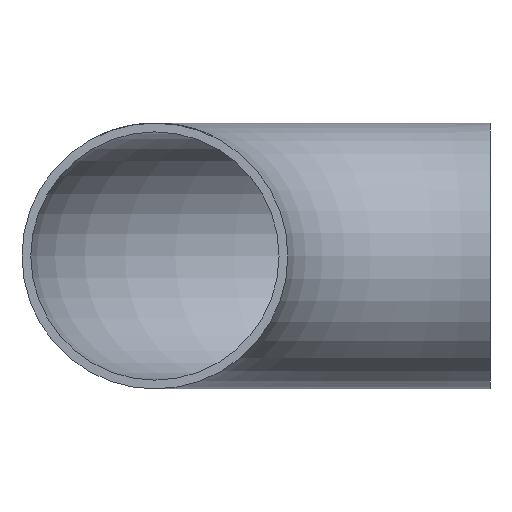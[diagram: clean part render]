
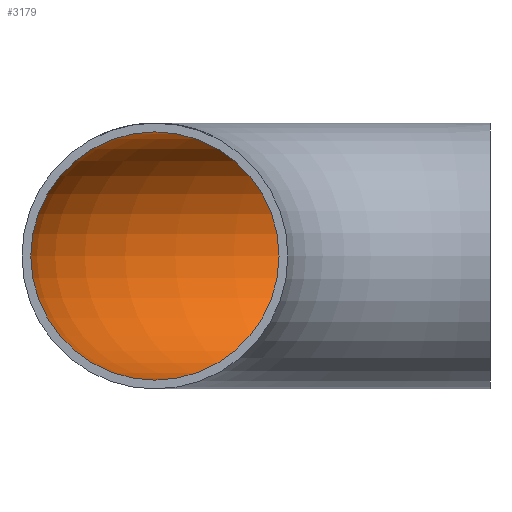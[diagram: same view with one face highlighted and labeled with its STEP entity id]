
A CAD part, front view. The second image highlights one B-rep face of the part: STEP entity #3179.
In plain terms, the highlighted toroidal (fillet/blend) face has major radius 76 mm and minor radius 28.15 mm.
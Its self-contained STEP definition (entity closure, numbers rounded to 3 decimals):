
#1316 = FACE_OUTER_BOUND ( 'NONE', #5868, .T. ) ;
#1363 = EDGE_CURVE ( 'NONE', #7173, #7173, #3720, .T. ) ;
#1424 = AXIS2_PLACEMENT_3D ( 'NONE', #5599, #4994, #6889 ) ;
#2074 = CARTESIAN_POINT ( 'NONE',  ( -76., 0., 0. ) ) ;
#3179 = ADVANCED_FACE ( 'NONE', ( #4941, #1316 ), #6422, .F. ) ;
#3217 = CARTESIAN_POINT ( 'NONE',  ( 0., 104.15, 0. ) ) ;
#3390 = DIRECTION ( 'NONE',  ( 0., 1., 0. ) ) ;
#3720 = CIRCLE ( 'NONE', #5638, 28.15 ) ;
#4139 = DIRECTION ( 'NONE',  ( 1., 0., 0. ) ) ;
#4738 = DIRECTION ( 'NONE',  ( 0., 0., 1. ) ) ;
#4941 = FACE_OUTER_BOUND ( 'NONE', #8206, .T. ) ;
#4994 = DIRECTION ( 'NONE',  ( 0., 0., -1. ) ) ;
#5599 = CARTESIAN_POINT ( 'NONE',  ( 0., 0., 0. ) ) ;
#5638 = AXIS2_PLACEMENT_3D ( 'NONE', #2074, #3390, #4738 ) ;
#5765 = VERTEX_POINT ( 'NONE', #3217 ) ;
#5868 = EDGE_LOOP ( 'NONE', ( #6117 ) ) ;
#6031 = EDGE_CURVE ( 'NONE', #5765, #5765, #6595, .T. ) ;
#6117 = ORIENTED_EDGE ( 'NONE', *, *, #1363, .F. ) ;
#6422 = TOROIDAL_SURFACE ( 'NONE', #1424, 76., 28.15 ) ;
#6595 = CIRCLE ( 'NONE', #6827, 28.15 ) ;
#6742 = ORIENTED_EDGE ( 'NONE', *, *, #6031, .T. ) ;
#6827 = AXIS2_PLACEMENT_3D ( 'NONE', #7914, #4139, #7299 ) ;
#6889 = DIRECTION ( 'NONE',  ( -1., 0., 0. ) ) ;
#7173 = VERTEX_POINT ( 'NONE', #7638 ) ;
#7299 = DIRECTION ( 'NONE',  ( 0., 1., 0. ) ) ;
#7638 = CARTESIAN_POINT ( 'NONE',  ( -76., 0., 28.15 ) ) ;
#7914 = CARTESIAN_POINT ( 'NONE',  ( 0., 76., 0. ) ) ;
#8206 = EDGE_LOOP ( 'NONE', ( #6742 ) ) ;
